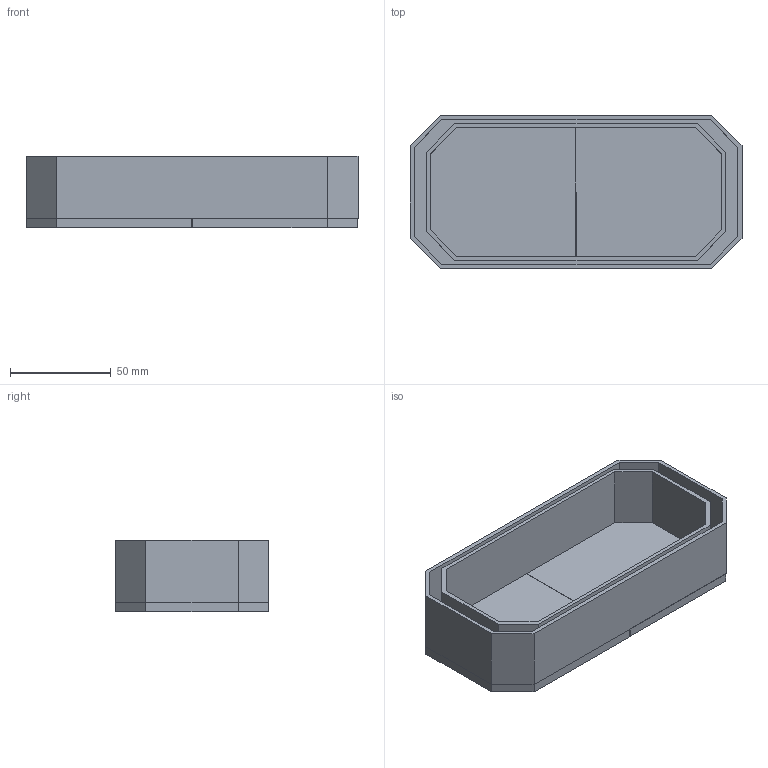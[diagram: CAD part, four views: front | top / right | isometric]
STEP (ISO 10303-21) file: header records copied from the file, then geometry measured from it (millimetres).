
FILE_DESCRIPTION (( 'STEP AP214' ), '1' );
FILE_NAME ('7408721_KSTP1.stp', '2016-10-21T08:03:21', ( '' ), ( '' ), 'SwSTEP 2.0', 'SolidWorks 2016', '' );
FILE_SCHEMA (( 'AUTOMOTIVE_DESIGN' ));
Length unit declared in the file: millimetre
Products named in the file (3): 071649_Standard; 072940_Standard; 7408721_KSTP1
Assembly tree (3 placements, depth 2):
  7408721_KSTP1
    072940_Standard
    071649_Standard  x2
Bounding box: 165 x 76 x 35.5 mm (x, y, z)
Volume: 81067.4 mm3; surface area: 83953.2 mm2
Topology: 3 solids, 3 shells, 64 faces, 168 edges, 112 vertices
Faces by surface type: plane 64
Entity records: 1638 total; most frequent: CARTESIAN_POINT 276, ORIENTED_EDGE 264, DIRECTION 244, LINE 132, VECTOR 132, EDGE_CURVE 132, VERTEX_POINT 88, AXIS2_PLACEMENT_3D 56
